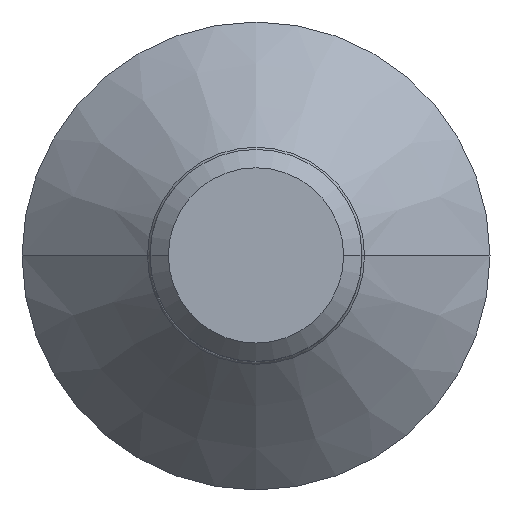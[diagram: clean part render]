
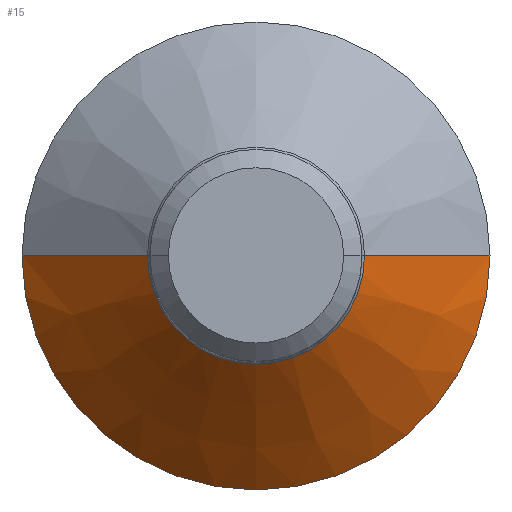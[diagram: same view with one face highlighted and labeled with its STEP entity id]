
A CAD part, top view. The second image highlights one B-rep face of the part: STEP entity #15.
In plain terms, the highlighted conical face has half-angle 45 degrees and reference radius 5.517 mm.
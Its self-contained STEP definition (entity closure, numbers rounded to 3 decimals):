
#13 = CIRCLE ( 'NONE', #609, 5.517 ) ;
#15 = ADVANCED_FACE ( 'NONE', ( #18 ), #168, .T. ) ;
#18 = FACE_OUTER_BOUND ( 'NONE', #686, .T. ) ;
#44 = LINE ( 'NONE', #120, #155 ) ;
#105 = VERTEX_POINT ( 'NONE', #650 ) ;
#120 = CARTESIAN_POINT ( 'NONE',  ( -5.517, 0., 0. ) ) ;
#122 = CARTESIAN_POINT ( 'NONE',  ( 5.517, 0., 0. ) ) ;
#135 = VERTEX_POINT ( 'NONE', #638 ) ;
#148 = CARTESIAN_POINT ( 'NONE',  ( -2.559, 0., 2.959 ) ) ;
#155 = VECTOR ( 'NONE', #198, 1000. ) ;
#168 = CONICAL_SURFACE ( 'NONE', #627, 5.517, 0.785 ) ;
#198 = DIRECTION ( 'NONE',  ( -0.707, 0., -0.707 ) ) ;
#209 = DIRECTION ( 'NONE',  ( -1., 0., 0. ) ) ;
#216 = ORIENTED_EDGE ( 'NONE', *, *, #723, .F. ) ;
#244 = ORIENTED_EDGE ( 'NONE', *, *, #606, .F. ) ;
#272 = EDGE_CURVE ( 'NONE', #780, #135, #44, .T. ) ;
#273 = DIRECTION ( 'NONE',  ( 0., 0., -1. ) ) ;
#294 = VECTOR ( 'NONE', #408, 1000. ) ;
#298 = CARTESIAN_POINT ( 'NONE',  ( 0., 0., 0. ) ) ;
#307 = LINE ( 'NONE', #611, #294 ) ;
#359 = CARTESIAN_POINT ( 'NONE',  ( 0., 0., 0. ) ) ;
#361 = AXIS2_PLACEMENT_3D ( 'NONE', #796, #273, #536 ) ;
#368 = CIRCLE ( 'NONE', #361, 2.559 ) ;
#393 = ORIENTED_EDGE ( 'NONE', *, *, #584, .T. ) ;
#408 = DIRECTION ( 'NONE',  ( 0.707, 0., -0.707 ) ) ;
#437 = DIRECTION ( 'NONE',  ( 0., 0., -1. ) ) ;
#440 = DIRECTION ( 'NONE',  ( -1., 0., 0. ) ) ;
#536 = DIRECTION ( 'NONE',  ( 0., 1., 0. ) ) ;
#584 = EDGE_CURVE ( 'NONE', #105, #780, #368, .T. ) ;
#606 = EDGE_CURVE ( 'NONE', #105, #634, #307, .T. ) ;
#609 = AXIS2_PLACEMENT_3D ( 'NONE', #359, #753, #209 ) ;
#611 = CARTESIAN_POINT ( 'NONE',  ( 5.517, 0., 0. ) ) ;
#627 = AXIS2_PLACEMENT_3D ( 'NONE', #298, #437, #440 ) ;
#634 = VERTEX_POINT ( 'NONE', #122 ) ;
#638 = CARTESIAN_POINT ( 'NONE',  ( -5.517, 0., 0. ) ) ;
#650 = CARTESIAN_POINT ( 'NONE',  ( 2.559, 0., 2.959 ) ) ;
#686 = EDGE_LOOP ( 'NONE', ( #244, #393, #838, #216 ) ) ;
#723 = EDGE_CURVE ( 'NONE', #634, #135, #13, .T. ) ;
#753 = DIRECTION ( 'NONE',  ( 0., 0., -1. ) ) ;
#780 = VERTEX_POINT ( 'NONE', #148 ) ;
#796 = CARTESIAN_POINT ( 'NONE',  ( 0., 0., 2.959 ) ) ;
#838 = ORIENTED_EDGE ( 'NONE', *, *, #272, .T. ) ;
